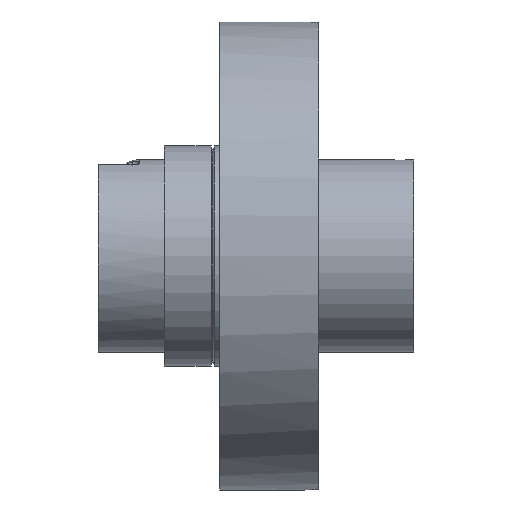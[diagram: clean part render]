
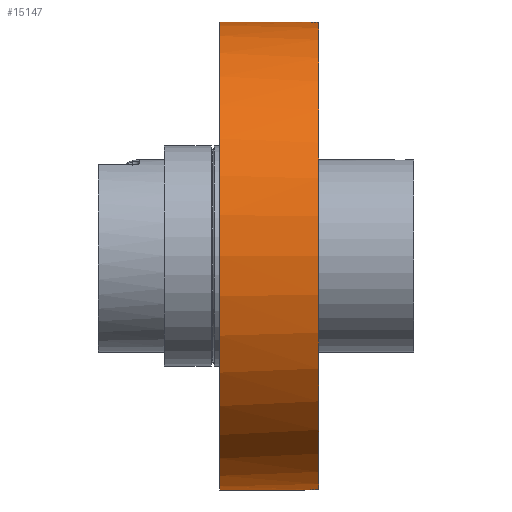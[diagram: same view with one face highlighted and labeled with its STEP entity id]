
A CAD part, top view. The second image highlights one B-rep face of the part: STEP entity #15147.
In plain terms, the highlighted cylindrical face has radius 17 mm (diameter 34 mm), a partial arc.
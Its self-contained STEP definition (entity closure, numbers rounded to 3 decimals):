
#435 = B_SPLINE_CURVE_WITH_KNOTS ( 'NONE', 3,
 ( #1641, #9036, #8961, #10150, #11569, #5467, #10303, #2993, #12689, #15149 ),
 .UNSPECIFIED., .F., .F.,
 ( 4, 2, 2, 2, 4 ),
 ( 0.002, 0.002, 0.002, 0.003, 0.003 ),
 .UNSPECIFIED. ) ;
#539 = DIRECTION ( 'NONE',  ( 0., 0., 1. ) ) ;
#609 = CARTESIAN_POINT ( 'NONE',  ( 0., -1., 17. ) ) ;
#652 = ORIENTED_EDGE ( 'NONE', *, *, #1695, .T. ) ;
#953 = CARTESIAN_POINT ( 'NONE',  ( 1., 0., -16.971 ) ) ;
#1641 = CARTESIAN_POINT ( 'NONE',  ( 0., -1., 17. ) ) ;
#1695 = EDGE_CURVE ( 'NONE', #6001, #3254, #11052, .T. ) ;
#1731 = CARTESIAN_POINT ( 'NONE',  ( 0., -7.2, 17. ) ) ;
#1732 = CARTESIAN_POINT ( 'NONE',  ( 0.262, -0.974, -16.998 ) ) ;
#2932 = DIRECTION ( 'NONE',  ( 0., 0., 1. ) ) ;
#2964 = VERTEX_POINT ( 'NONE', #8049 ) ;
#2993 = CARTESIAN_POINT ( 'NONE',  ( 0.974, -0.262, 16.972 ) ) ;
#3158 = CARTESIAN_POINT ( 'NONE',  ( 0.799, -0.615, -16.981 ) ) ;
#3177 = CARTESIAN_POINT ( 'NONE',  ( 0., -7.2, -17. ) ) ;
#3182 = ORIENTED_EDGE ( 'NONE', *, *, #10726, .F. ) ;
#3254 = VERTEX_POINT ( 'NONE', #3177 ) ;
#3872 = B_SPLINE_CURVE_WITH_KNOTS ( 'NONE', 3,
 ( #12619, #8088, #4205, #11655, #3158, #12924, #11504, #1732, #15157, #10463 ),
 .UNSPECIFIED., .F., .F.,
 ( 4, 2, 2, 2, 4 ),
 ( 0., 0., 0.001, 0.001, 0.002 ),
 .UNSPECIFIED. ) ;
#3935 = VERTEX_POINT ( 'NONE', #13201 ) ;
#4060 = CARTESIAN_POINT ( 'NONE',  ( 0., -7.2, 0. ) ) ;
#4134 = AXIS2_PLACEMENT_3D ( 'NONE', #8816, #15012, #2932 ) ;
#4205 = CARTESIAN_POINT ( 'NONE',  ( 0.974, -0.262, -16.972 ) ) ;
#4803 = VERTEX_POINT ( 'NONE', #953 ) ;
#5438 = DIRECTION ( 'NONE',  ( 0., 0., 1. ) ) ;
#5467 = CARTESIAN_POINT ( 'NONE',  ( 0.8, -0.614, 16.981 ) ) ;
#5470 = ORIENTED_EDGE ( 'NONE', *, *, #15383, .F. ) ;
#5906 = AXIS2_PLACEMENT_3D ( 'NONE', #4060, #14047, #539 ) ;
#6001 = VERTEX_POINT ( 'NONE', #1731 ) ;
#7142 = EDGE_CURVE ( 'NONE', #4803, #3935, #3872, .T. ) ;
#7588 = DIRECTION ( 'NONE',  ( 0., 1., 0. ) ) ;
#7669 = CARTESIAN_POINT ( 'NONE',  ( 0., -7.2, 0. ) ) ;
#7758 = LINE ( 'NONE', #12511, #9451 ) ;
#8049 = CARTESIAN_POINT ( 'NONE',  ( 1., 0., 16.971 ) ) ;
#8088 = CARTESIAN_POINT ( 'NONE',  ( 1., -0.132, -16.971 ) ) ;
#8816 = CARTESIAN_POINT ( 'NONE',  ( 0., 0., 0. ) ) ;
#8960 = VERTEX_POINT ( 'NONE', #609 ) ;
#8961 = CARTESIAN_POINT ( 'NONE',  ( 0.261, -0.974, 16.998 ) ) ;
#9036 = CARTESIAN_POINT ( 'NONE',  ( 0.13, -1., 17. ) ) ;
#9215 = FACE_OUTER_BOUND ( 'NONE', #12849, .T. ) ;
#9301 = AXIS2_PLACEMENT_3D ( 'NONE', #7669, #7588, #5438 ) ;
#9451 = VECTOR ( 'NONE', #10207, 1000. ) ;
#10027 = CARTESIAN_POINT ( 'NONE',  ( 0., -7.2, 17. ) ) ;
#10039 = ORIENTED_EDGE ( 'NONE', *, *, #7142, .F. ) ;
#10101 = DIRECTION ( 'NONE',  ( 0., 1., 0. ) ) ;
#10150 = CARTESIAN_POINT ( 'NONE',  ( 0.503, -0.874, 16.993 ) ) ;
#10207 = DIRECTION ( 'NONE',  ( 0., 1., 0. ) ) ;
#10303 = CARTESIAN_POINT ( 'NONE',  ( 0.874, -0.504, 16.978 ) ) ;
#10463 = CARTESIAN_POINT ( 'NONE',  ( 0., -1., -17. ) ) ;
#10726 = EDGE_CURVE ( 'NONE', #6001, #8960, #11364, .T. ) ;
#10955 = CIRCLE ( 'NONE', #4134, 17. ) ;
#11052 = CIRCLE ( 'NONE', #9301, 17. ) ;
#11364 = LINE ( 'NONE', #10027, #13220 ) ;
#11504 = CARTESIAN_POINT ( 'NONE',  ( 0.503, -0.874, -16.993 ) ) ;
#11569 = CARTESIAN_POINT ( 'NONE',  ( 0.614, -0.801, 16.989 ) ) ;
#11655 = CARTESIAN_POINT ( 'NONE',  ( 0.873, -0.504, -16.978 ) ) ;
#12511 = CARTESIAN_POINT ( 'NONE',  ( 0., -7.2, -17. ) ) ;
#12619 = CARTESIAN_POINT ( 'NONE',  ( 1., 0., -16.971 ) ) ;
#12689 = CARTESIAN_POINT ( 'NONE',  ( 1., -0.132, 16.971 ) ) ;
#12849 = EDGE_LOOP ( 'NONE', ( #652, #13213, #10039, #15186, #5470, #3182 ) ) ;
#12924 = CARTESIAN_POINT ( 'NONE',  ( 0.615, -0.8, -16.989 ) ) ;
#13201 = CARTESIAN_POINT ( 'NONE',  ( 0., -1., -17. ) ) ;
#13213 = ORIENTED_EDGE ( 'NONE', *, *, #14880, .T. ) ;
#13220 = VECTOR ( 'NONE', #10101, 1000. ) ;
#14047 = DIRECTION ( 'NONE',  ( 0., 1., 0. ) ) ;
#14203 = EDGE_CURVE ( 'NONE', #2964, #4803, #10955, .T. ) ;
#14880 = EDGE_CURVE ( 'NONE', #3254, #3935, #7758, .T. ) ;
#15012 = DIRECTION ( 'NONE',  ( 0., 1., 0. ) ) ;
#15147 = ADVANCED_FACE ( 'NONE', ( #9215 ), #15166, .T. ) ;
#15149 = CARTESIAN_POINT ( 'NONE',  ( 1., 0., 16.971 ) ) ;
#15157 = CARTESIAN_POINT ( 'NONE',  ( 0.131, -1., -17. ) ) ;
#15166 = CYLINDRICAL_SURFACE ( 'NONE', #5906, 17. ) ;
#15186 = ORIENTED_EDGE ( 'NONE', *, *, #14203, .F. ) ;
#15383 = EDGE_CURVE ( 'NONE', #8960, #2964, #435, .T. ) ;
